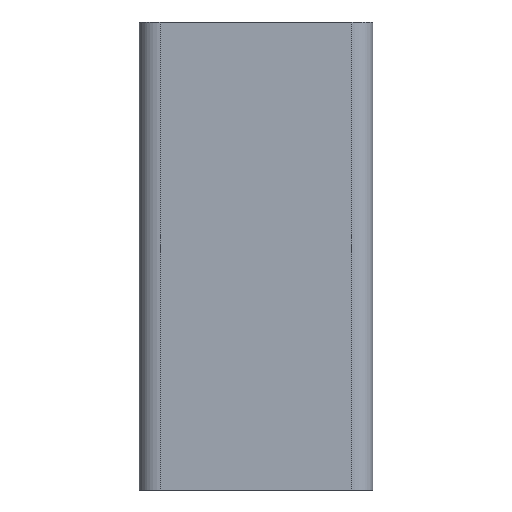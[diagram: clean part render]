
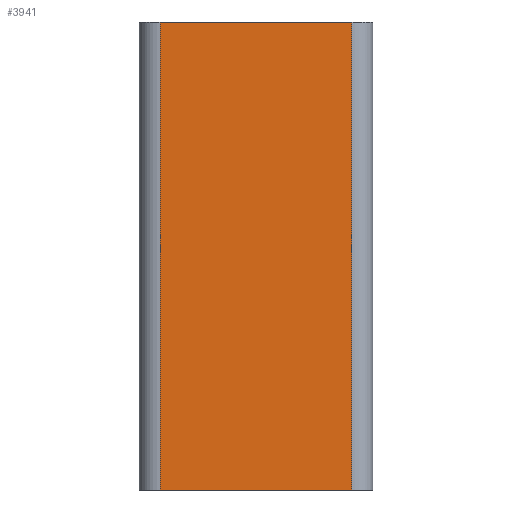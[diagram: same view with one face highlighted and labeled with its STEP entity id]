
A CAD part, left-side view. The second image highlights one B-rep face of the part: STEP entity #3941.
In plain terms, the highlighted planar face has unit normal (-1, 0, 0).
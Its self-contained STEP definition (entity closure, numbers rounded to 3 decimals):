
#73 = PLANE('',#74);
#74 = AXIS2_PLACEMENT_3D('',#75,#76,#77);
#75 = CARTESIAN_POINT('',(189.386,71.266,-60.));
#76 = DIRECTION('',(0.,0.,1.));
#77 = DIRECTION('',(1.,0.,-0.));
#128 = PLANE('',#129);
#129 = AXIS2_PLACEMENT_3D('',#130,#131,#132);
#130 = CARTESIAN_POINT('',(189.386,71.266,0.));
#131 = DIRECTION('',(0.,0.,1.));
#132 = DIRECTION('',(1.,0.,-0.));
#3848 = CYLINDRICAL_SURFACE('',#3849,2.7);
#3849 = AXIS2_PLACEMENT_3D('',#3850,#3851,#3852);
#3850 = CARTESIAN_POINT('',(189.031,83.566,0.));
#3851 = DIRECTION('',(0.,0.,-1.));
#3852 = DIRECTION('',(0.078,0.997,0.));
#3864 = VERTEX_POINT('',#3865);
#3865 = CARTESIAN_POINT('',(186.331,83.566,0.));
#3889 = VERTEX_POINT('',#3890);
#3890 = CARTESIAN_POINT('',(186.331,83.566,-60.));
#3916 = EDGE_CURVE('',#3864,#3889,#3917,.T.);
#3917 = SURFACE_CURVE('',#3918,(#3922,#3929),.PCURVE_S1.);
#3918 = LINE('',#3919,#3920);
#3919 = CARTESIAN_POINT('',(186.331,83.566,0.));
#3920 = VECTOR('',#3921,1.);
#3921 = DIRECTION('',(0.,0.,-1.));
#3922 = PCURVE('',#3848,#3923);
#3923 = DEFINITIONAL_REPRESENTATION('',(#3924),#3928);
#3924 = LINE('',#3925,#3926);
#3925 = CARTESIAN_POINT('',(4.634,0.));
#3926 = VECTOR('',#3927,1.);
#3927 = DIRECTION('',(0.,1.));
#3928 = ( GEOMETRIC_REPRESENTATION_CONTEXT(2) 
PARAMETRIC_REPRESENTATION_CONTEXT() REPRESENTATION_CONTEXT('2D SPACE',''
  ) );
#3929 = PCURVE('',#3930,#3935);
#3930 = PLANE('',#3931);
#3931 = AXIS2_PLACEMENT_3D('',#3932,#3933,#3934);
#3932 = CARTESIAN_POINT('',(186.331,58.966,0.));
#3933 = DIRECTION('',(-1.,0.,0.));
#3934 = DIRECTION('',(0.,1.,0.));
#3935 = DEFINITIONAL_REPRESENTATION('',(#3936),#3940);
#3936 = LINE('',#3937,#3938);
#3937 = CARTESIAN_POINT('',(24.6,0.));
#3938 = VECTOR('',#3939,1.);
#3939 = DIRECTION('',(0.,1.));
#3940 = ( GEOMETRIC_REPRESENTATION_CONTEXT(2) 
PARAMETRIC_REPRESENTATION_CONTEXT() REPRESENTATION_CONTEXT('2D SPACE',''
  ) );
#3941 = ADVANCED_FACE('',(#3942),#3930,.T.);
#3942 = FACE_BOUND('',#3943,.T.);
#3943 = EDGE_LOOP('',(#3944,#3967,#3968,#3991));
#3944 = ORIENTED_EDGE('',*,*,#3945,.F.);
#3945 = EDGE_CURVE('',#3864,#3946,#3948,.T.);
#3946 = VERTEX_POINT('',#3947);
#3947 = CARTESIAN_POINT('',(186.331,58.966,0.));
#3948 = SURFACE_CURVE('',#3949,(#3953,#3960),.PCURVE_S1.);
#3949 = LINE('',#3950,#3951);
#3950 = CARTESIAN_POINT('',(186.331,83.566,0.));
#3951 = VECTOR('',#3952,1.);
#3952 = DIRECTION('',(0.,-1.,0.));
#3953 = PCURVE('',#3930,#3954);
#3954 = DEFINITIONAL_REPRESENTATION('',(#3955),#3959);
#3955 = LINE('',#3956,#3957);
#3956 = CARTESIAN_POINT('',(24.6,0.));
#3957 = VECTOR('',#3958,1.);
#3958 = DIRECTION('',(-1.,0.));
#3959 = ( GEOMETRIC_REPRESENTATION_CONTEXT(2) 
PARAMETRIC_REPRESENTATION_CONTEXT() REPRESENTATION_CONTEXT('2D SPACE',''
  ) );
#3960 = PCURVE('',#128,#3961);
#3961 = DEFINITIONAL_REPRESENTATION('',(#3962),#3966);
#3962 = LINE('',#3963,#3964);
#3963 = CARTESIAN_POINT('',(-3.054,12.3));
#3964 = VECTOR('',#3965,1.);
#3965 = DIRECTION('',(0.,-1.));
#3966 = ( GEOMETRIC_REPRESENTATION_CONTEXT(2) 
PARAMETRIC_REPRESENTATION_CONTEXT() REPRESENTATION_CONTEXT('2D SPACE',''
  ) );
#3967 = ORIENTED_EDGE('',*,*,#3916,.T.);
#3968 = ORIENTED_EDGE('',*,*,#3969,.F.);
#3969 = EDGE_CURVE('',#3970,#3889,#3972,.T.);
#3970 = VERTEX_POINT('',#3971);
#3971 = CARTESIAN_POINT('',(186.331,58.966,-60.));
#3972 = SURFACE_CURVE('',#3973,(#3977,#3984),.PCURVE_S1.);
#3973 = LINE('',#3974,#3975);
#3974 = CARTESIAN_POINT('',(186.331,71.266,-60.));
#3975 = VECTOR('',#3976,1.);
#3976 = DIRECTION('',(0.,1.,0.));
#3977 = PCURVE('',#3930,#3978);
#3978 = DEFINITIONAL_REPRESENTATION('',(#3979),#3983);
#3979 = LINE('',#3980,#3981);
#3980 = CARTESIAN_POINT('',(12.3,60.));
#3981 = VECTOR('',#3982,1.);
#3982 = DIRECTION('',(1.,0.));
#3983 = ( GEOMETRIC_REPRESENTATION_CONTEXT(2) 
PARAMETRIC_REPRESENTATION_CONTEXT() REPRESENTATION_CONTEXT('2D SPACE',''
  ) );
#3984 = PCURVE('',#73,#3985);
#3985 = DEFINITIONAL_REPRESENTATION('',(#3986),#3990);
#3986 = LINE('',#3987,#3988);
#3987 = CARTESIAN_POINT('',(-3.054,0.));
#3988 = VECTOR('',#3989,1.);
#3989 = DIRECTION('',(0.,1.));
#3990 = ( GEOMETRIC_REPRESENTATION_CONTEXT(2) 
PARAMETRIC_REPRESENTATION_CONTEXT() REPRESENTATION_CONTEXT('2D SPACE',''
  ) );
#3991 = ORIENTED_EDGE('',*,*,#3992,.F.);
#3992 = EDGE_CURVE('',#3946,#3970,#3993,.T.);
#3993 = SURFACE_CURVE('',#3994,(#3998,#4005),.PCURVE_S1.);
#3994 = LINE('',#3995,#3996);
#3995 = CARTESIAN_POINT('',(186.331,58.966,0.));
#3996 = VECTOR('',#3997,1.);
#3997 = DIRECTION('',(0.,0.,-1.));
#3998 = PCURVE('',#3930,#3999);
#3999 = DEFINITIONAL_REPRESENTATION('',(#4000),#4004);
#4000 = LINE('',#4001,#4002);
#4001 = CARTESIAN_POINT('',(0.,0.));
#4002 = VECTOR('',#4003,1.);
#4003 = DIRECTION('',(0.,1.));
#4004 = ( GEOMETRIC_REPRESENTATION_CONTEXT(2) 
PARAMETRIC_REPRESENTATION_CONTEXT() REPRESENTATION_CONTEXT('2D SPACE',''
  ) );
#4005 = PCURVE('',#4006,#4011);
#4006 = CYLINDRICAL_SURFACE('',#4007,2.7);
#4007 = AXIS2_PLACEMENT_3D('',#4008,#4009,#4010);
#4008 = CARTESIAN_POINT('',(189.031,58.966,0.));
#4009 = DIRECTION('',(0.,0.,-1.));
#4010 = DIRECTION('',(-1.,0.,-0.));
#4011 = DEFINITIONAL_REPRESENTATION('',(#4012),#4016);
#4012 = LINE('',#4013,#4014);
#4013 = CARTESIAN_POINT('',(6.283,0.));
#4014 = VECTOR('',#4015,1.);
#4015 = DIRECTION('',(0.,1.));
#4016 = ( GEOMETRIC_REPRESENTATION_CONTEXT(2) 
PARAMETRIC_REPRESENTATION_CONTEXT() REPRESENTATION_CONTEXT('2D SPACE',''
  ) );
